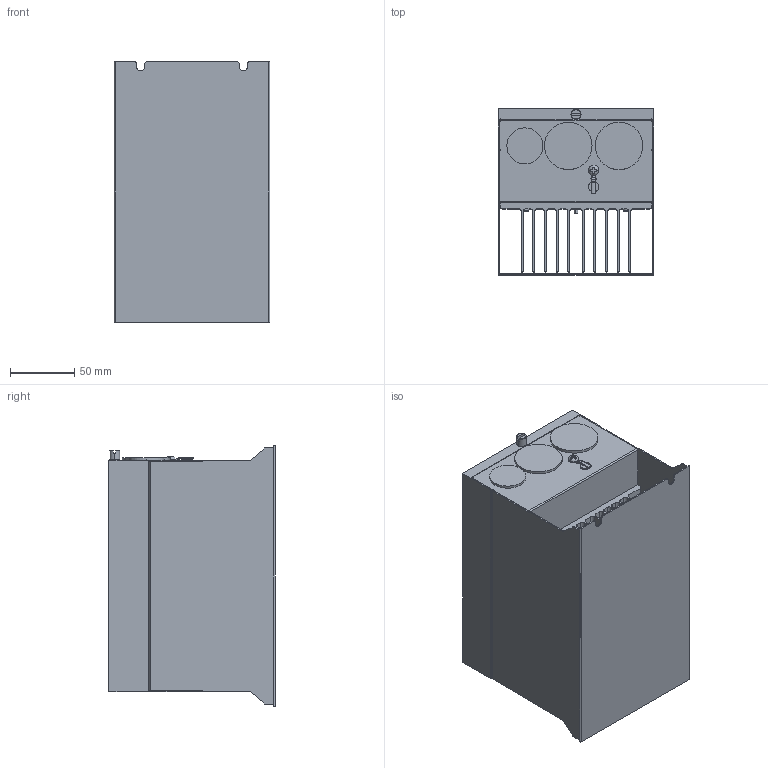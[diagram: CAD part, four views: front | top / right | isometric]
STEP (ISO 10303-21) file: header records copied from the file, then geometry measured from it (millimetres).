
FILE_DESCRIPTION (( 'STEP AP214' ), '1' );
FILE_NAME ('GS-1DBU.STEP', '2017-05-23T11:30:32', ( '' ), ( '' ), 'SwSTEP 2.0', 'SolidWorks 2015', '' );
FILE_SCHEMA (( 'AUTOMOTIVE_DESIGN' ));
Length unit declared in the file: inch
Products named in the file (1): GS-1DBU
Bounding box: 121 x 129.5 x 203.2 mm (x, y, z)
Volume: 414079.8 mm3; surface area: 504995.7 mm2
Topology: 26 solids, 29 shells, 1178 faces, 3147 edges, 2066 vertices
Faces by surface type: plane 782, cylinder 293, torus 38, bspline 38, cone 27
Entity records: 43141 total; most frequent: CARTESIAN_POINT 8715, ORIENTED_EDGE 6286, DIRECTION 5825, EDGE_CURVE 3143, LINE 2161, VECTOR 2161, VERTEX_POINT 2066, AXIS2_PLACEMENT_3D 1832
